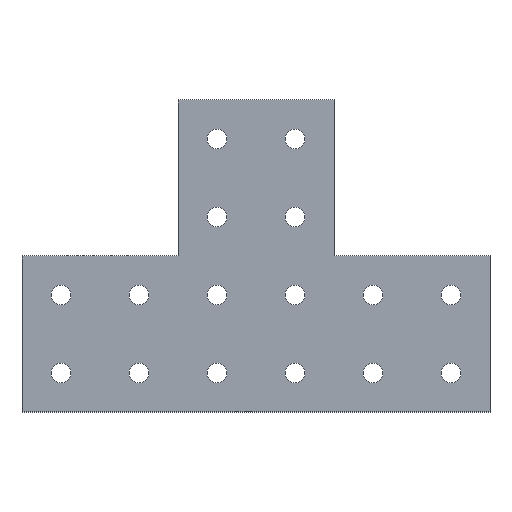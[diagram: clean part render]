
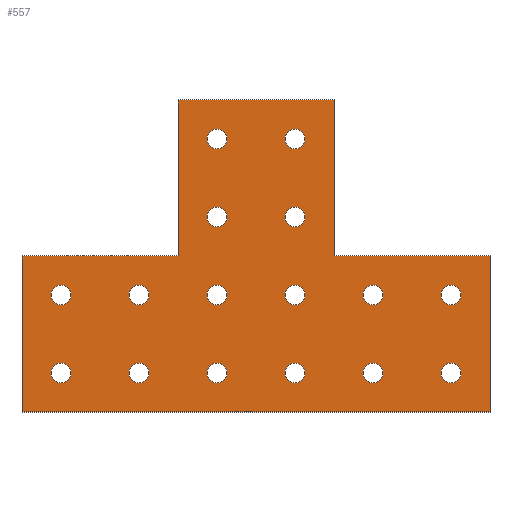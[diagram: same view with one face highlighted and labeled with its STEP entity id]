
A CAD part, top view. The second image highlights one B-rep face of the part: STEP entity #557.
In plain terms, the highlighted planar face has unit normal (0, 0, 1).
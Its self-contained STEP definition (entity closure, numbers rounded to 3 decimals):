
#15=FACE_BOUND('',#108,.T.);
#16=FACE_BOUND('',#109,.T.);
#17=FACE_BOUND('',#110,.T.);
#18=FACE_BOUND('',#111,.T.);
#19=FACE_BOUND('',#112,.T.);
#20=FACE_BOUND('',#113,.T.);
#21=FACE_BOUND('',#114,.T.);
#22=FACE_BOUND('',#115,.T.);
#23=FACE_BOUND('',#116,.T.);
#24=FACE_BOUND('',#117,.T.);
#25=FACE_BOUND('',#118,.T.);
#26=FACE_BOUND('',#119,.T.);
#27=FACE_BOUND('',#120,.T.);
#28=FACE_BOUND('',#121,.T.);
#29=FACE_BOUND('',#122,.T.);
#30=FACE_BOUND('',#123,.T.);
#55=PLANE('',#629);
#81=FACE_OUTER_BOUND('',#107,.T.);
#107=EDGE_LOOP('',(#469,#470,#471,#472,#473,#474,#475,#476));
#108=EDGE_LOOP('',(#477));
#109=EDGE_LOOP('',(#478));
#110=EDGE_LOOP('',(#479));
#111=EDGE_LOOP('',(#480));
#112=EDGE_LOOP('',(#481));
#113=EDGE_LOOP('',(#482));
#114=EDGE_LOOP('',(#483));
#115=EDGE_LOOP('',(#484));
#116=EDGE_LOOP('',(#485));
#117=EDGE_LOOP('',(#486));
#118=EDGE_LOOP('',(#487));
#119=EDGE_LOOP('',(#488));
#120=EDGE_LOOP('',(#489));
#121=EDGE_LOOP('',(#490));
#122=EDGE_LOOP('',(#491));
#123=EDGE_LOOP('',(#492));
#159=LINE('',#893,#199);
#162=LINE('',#899,#202);
#165=LINE('',#905,#205);
#168=LINE('',#911,#208);
#171=LINE('',#917,#211);
#174=LINE('',#923,#214);
#177=LINE('',#929,#217);
#180=LINE('',#933,#220);
#199=VECTOR('',#749,10.);
#202=VECTOR('',#754,10.);
#205=VECTOR('',#759,10.);
#208=VECTOR('',#764,10.);
#211=VECTOR('',#769,10.);
#214=VECTOR('',#774,10.);
#217=VECTOR('',#779,10.);
#220=VECTOR('',#784,10.);
#221=CIRCLE('',#574,2.55);
#223=CIRCLE('',#577,2.55);
#225=CIRCLE('',#580,2.55);
#227=CIRCLE('',#583,2.55);
#229=CIRCLE('',#586,2.55);
#231=CIRCLE('',#589,2.55);
#233=CIRCLE('',#592,2.55);
#235=CIRCLE('',#595,2.55);
#237=CIRCLE('',#598,2.55);
#239=CIRCLE('',#601,2.55);
#241=CIRCLE('',#604,2.55);
#243=CIRCLE('',#607,2.55);
#245=CIRCLE('',#610,2.55);
#247=CIRCLE('',#613,2.55);
#249=CIRCLE('',#616,2.55);
#251=CIRCLE('',#619,2.55);
#253=VERTEX_POINT('',#791);
#255=VERTEX_POINT('',#797);
#257=VERTEX_POINT('',#803);
#259=VERTEX_POINT('',#809);
#261=VERTEX_POINT('',#815);
#263=VERTEX_POINT('',#821);
#265=VERTEX_POINT('',#827);
#267=VERTEX_POINT('',#833);
#269=VERTEX_POINT('',#839);
#271=VERTEX_POINT('',#845);
#273=VERTEX_POINT('',#851);
#275=VERTEX_POINT('',#857);
#277=VERTEX_POINT('',#863);
#279=VERTEX_POINT('',#869);
#281=VERTEX_POINT('',#875);
#283=VERTEX_POINT('',#881);
#287=VERTEX_POINT('',#890);
#288=VERTEX_POINT('',#892);
#290=VERTEX_POINT('',#898);
#292=VERTEX_POINT('',#904);
#294=VERTEX_POINT('',#910);
#296=VERTEX_POINT('',#916);
#298=VERTEX_POINT('',#922);
#300=VERTEX_POINT('',#928);
#301=EDGE_CURVE('',#253,#253,#221,.T.);
#304=EDGE_CURVE('',#255,#255,#223,.T.);
#307=EDGE_CURVE('',#257,#257,#225,.T.);
#310=EDGE_CURVE('',#259,#259,#227,.T.);
#313=EDGE_CURVE('',#261,#261,#229,.T.);
#316=EDGE_CURVE('',#263,#263,#231,.T.);
#319=EDGE_CURVE('',#265,#265,#233,.T.);
#322=EDGE_CURVE('',#267,#267,#235,.T.);
#325=EDGE_CURVE('',#269,#269,#237,.T.);
#328=EDGE_CURVE('',#271,#271,#239,.T.);
#331=EDGE_CURVE('',#273,#273,#241,.T.);
#334=EDGE_CURVE('',#275,#275,#243,.T.);
#337=EDGE_CURVE('',#277,#277,#245,.T.);
#340=EDGE_CURVE('',#279,#279,#247,.T.);
#343=EDGE_CURVE('',#281,#281,#249,.T.);
#346=EDGE_CURVE('',#283,#283,#251,.T.);
#351=EDGE_CURVE('',#288,#287,#159,.T.);
#354=EDGE_CURVE('',#290,#288,#162,.T.);
#357=EDGE_CURVE('',#292,#290,#165,.T.);
#360=EDGE_CURVE('',#294,#292,#168,.T.);
#363=EDGE_CURVE('',#296,#294,#171,.T.);
#366=EDGE_CURVE('',#298,#296,#174,.T.);
#369=EDGE_CURVE('',#300,#298,#177,.T.);
#372=EDGE_CURVE('',#287,#300,#180,.T.);
#469=ORIENTED_EDGE('',*,*,#372,.T.);
#470=ORIENTED_EDGE('',*,*,#369,.T.);
#471=ORIENTED_EDGE('',*,*,#366,.T.);
#472=ORIENTED_EDGE('',*,*,#363,.T.);
#473=ORIENTED_EDGE('',*,*,#360,.T.);
#474=ORIENTED_EDGE('',*,*,#357,.T.);
#475=ORIENTED_EDGE('',*,*,#354,.T.);
#476=ORIENTED_EDGE('',*,*,#351,.T.);
#477=ORIENTED_EDGE('',*,*,#346,.T.);
#478=ORIENTED_EDGE('',*,*,#343,.T.);
#479=ORIENTED_EDGE('',*,*,#340,.T.);
#480=ORIENTED_EDGE('',*,*,#337,.T.);
#481=ORIENTED_EDGE('',*,*,#334,.T.);
#482=ORIENTED_EDGE('',*,*,#331,.T.);
#483=ORIENTED_EDGE('',*,*,#328,.T.);
#484=ORIENTED_EDGE('',*,*,#325,.T.);
#485=ORIENTED_EDGE('',*,*,#322,.T.);
#486=ORIENTED_EDGE('',*,*,#319,.T.);
#487=ORIENTED_EDGE('',*,*,#316,.T.);
#488=ORIENTED_EDGE('',*,*,#313,.T.);
#489=ORIENTED_EDGE('',*,*,#310,.T.);
#490=ORIENTED_EDGE('',*,*,#307,.T.);
#491=ORIENTED_EDGE('',*,*,#304,.T.);
#492=ORIENTED_EDGE('',*,*,#301,.T.);
#557=ADVANCED_FACE('',(#81,#15,#16,#17,#18,#19,#20,#21,#22,#23,#24,#25,
#26,#27,#28,#29,#30),#55,.T.);
#574=AXIS2_PLACEMENT_3D('',#792,#635,#636);
#577=AXIS2_PLACEMENT_3D('',#798,#642,#643);
#580=AXIS2_PLACEMENT_3D('',#804,#649,#650);
#583=AXIS2_PLACEMENT_3D('',#810,#656,#657);
#586=AXIS2_PLACEMENT_3D('',#816,#663,#664);
#589=AXIS2_PLACEMENT_3D('',#822,#670,#671);
#592=AXIS2_PLACEMENT_3D('',#828,#677,#678);
#595=AXIS2_PLACEMENT_3D('',#834,#684,#685);
#598=AXIS2_PLACEMENT_3D('',#840,#691,#692);
#601=AXIS2_PLACEMENT_3D('',#846,#698,#699);
#604=AXIS2_PLACEMENT_3D('',#852,#705,#706);
#607=AXIS2_PLACEMENT_3D('',#858,#712,#713);
#610=AXIS2_PLACEMENT_3D('',#864,#719,#720);
#613=AXIS2_PLACEMENT_3D('',#870,#726,#727);
#616=AXIS2_PLACEMENT_3D('',#876,#733,#734);
#619=AXIS2_PLACEMENT_3D('',#882,#740,#741);
#629=AXIS2_PLACEMENT_3D('',#934,#785,#786);
#635=DIRECTION('center_axis',(0.,0.,-1.));
#636=DIRECTION('ref_axis',(1.,0.,0.));
#642=DIRECTION('center_axis',(0.,0.,-1.));
#643=DIRECTION('ref_axis',(1.,0.,0.));
#649=DIRECTION('center_axis',(0.,0.,-1.));
#650=DIRECTION('ref_axis',(1.,0.,0.));
#656=DIRECTION('center_axis',(0.,0.,-1.));
#657=DIRECTION('ref_axis',(1.,0.,0.));
#663=DIRECTION('center_axis',(0.,0.,-1.));
#664=DIRECTION('ref_axis',(1.,0.,0.));
#670=DIRECTION('center_axis',(0.,0.,-1.));
#671=DIRECTION('ref_axis',(1.,0.,0.));
#677=DIRECTION('center_axis',(0.,0.,-1.));
#678=DIRECTION('ref_axis',(1.,0.,0.));
#684=DIRECTION('center_axis',(0.,0.,-1.));
#685=DIRECTION('ref_axis',(1.,0.,0.));
#691=DIRECTION('center_axis',(0.,0.,-1.));
#692=DIRECTION('ref_axis',(1.,0.,0.));
#698=DIRECTION('center_axis',(0.,0.,-1.));
#699=DIRECTION('ref_axis',(1.,0.,0.));
#705=DIRECTION('center_axis',(0.,0.,-1.));
#706=DIRECTION('ref_axis',(1.,0.,0.));
#712=DIRECTION('center_axis',(0.,0.,-1.));
#713=DIRECTION('ref_axis',(1.,0.,0.));
#719=DIRECTION('center_axis',(0.,0.,-1.));
#720=DIRECTION('ref_axis',(1.,0.,0.));
#726=DIRECTION('center_axis',(0.,0.,-1.));
#727=DIRECTION('ref_axis',(1.,0.,0.));
#733=DIRECTION('center_axis',(0.,0.,-1.));
#734=DIRECTION('ref_axis',(1.,0.,0.));
#740=DIRECTION('center_axis',(0.,0.,-1.));
#741=DIRECTION('ref_axis',(1.,0.,0.));
#749=DIRECTION('',(-1.,0.,0.));
#754=DIRECTION('',(0.,-1.,0.));
#759=DIRECTION('',(-1.,0.,0.));
#764=DIRECTION('',(0.,1.,0.));
#769=DIRECTION('',(-1.,0.,0.));
#774=DIRECTION('',(0.,1.,0.));
#779=DIRECTION('',(1.,0.,0.));
#784=DIRECTION('',(0.,-1.,0.));
#785=DIRECTION('center_axis',(0.,0.,1.));
#786=DIRECTION('ref_axis',(1.,0.,0.));
#791=CARTESIAN_POINT('',(-52.55,10.,4.));
#792=CARTESIAN_POINT('Origin',(-50.,10.,4.));
#797=CARTESIAN_POINT('',(-52.55,30.,4.));
#798=CARTESIAN_POINT('Origin',(-50.,30.,4.));
#803=CARTESIAN_POINT('',(-32.55,30.,4.));
#804=CARTESIAN_POINT('Origin',(-30.,30.,4.));
#809=CARTESIAN_POINT('',(-32.55,10.,4.));
#810=CARTESIAN_POINT('Origin',(-30.,10.,4.));
#815=CARTESIAN_POINT('',(-12.55,30.,4.));
#816=CARTESIAN_POINT('Origin',(-10.,30.,4.));
#821=CARTESIAN_POINT('',(7.45,30.,4.));
#822=CARTESIAN_POINT('Origin',(10.,30.,4.));
#827=CARTESIAN_POINT('',(27.45,10.,4.));
#828=CARTESIAN_POINT('Origin',(30.,10.,4.));
#833=CARTESIAN_POINT('',(47.45,30.,4.));
#834=CARTESIAN_POINT('Origin',(50.,30.,4.));
#839=CARTESIAN_POINT('',(27.45,30.,4.));
#840=CARTESIAN_POINT('Origin',(30.,30.,4.));
#845=CARTESIAN_POINT('',(7.45,10.,4.));
#846=CARTESIAN_POINT('Origin',(10.,10.,4.));
#851=CARTESIAN_POINT('',(-12.55,10.,4.));
#852=CARTESIAN_POINT('Origin',(-10.,10.,4.));
#857=CARTESIAN_POINT('',(7.45,50.,4.));
#858=CARTESIAN_POINT('Origin',(10.,50.,4.));
#863=CARTESIAN_POINT('',(-12.55,70.,4.));
#864=CARTESIAN_POINT('Origin',(-10.,70.,4.));
#869=CARTESIAN_POINT('',(7.45,70.,4.));
#870=CARTESIAN_POINT('Origin',(10.,70.,4.));
#875=CARTESIAN_POINT('',(47.45,10.,4.));
#876=CARTESIAN_POINT('Origin',(50.,10.,4.));
#881=CARTESIAN_POINT('',(-12.55,50.,4.));
#882=CARTESIAN_POINT('Origin',(-10.,50.,4.));
#890=CARTESIAN_POINT('',(-60.,40.,4.));
#892=CARTESIAN_POINT('',(-20.,40.,4.));
#893=CARTESIAN_POINT('',(-20.,40.,4.));
#898=CARTESIAN_POINT('',(-20.,80.,4.));
#899=CARTESIAN_POINT('',(-20.,80.,4.));
#904=CARTESIAN_POINT('',(20.,80.,4.));
#905=CARTESIAN_POINT('',(20.,80.,4.));
#910=CARTESIAN_POINT('',(20.,40.,4.));
#911=CARTESIAN_POINT('',(20.,40.,4.));
#916=CARTESIAN_POINT('',(60.,40.,4.));
#917=CARTESIAN_POINT('',(60.,40.,4.));
#922=CARTESIAN_POINT('',(60.,0.,4.));
#923=CARTESIAN_POINT('',(60.,0.,4.));
#928=CARTESIAN_POINT('',(-60.,0.,4.));
#929=CARTESIAN_POINT('',(-60.,0.,4.));
#933=CARTESIAN_POINT('',(-60.,40.,4.));
#934=CARTESIAN_POINT('Origin',(0.,40.,4.));
